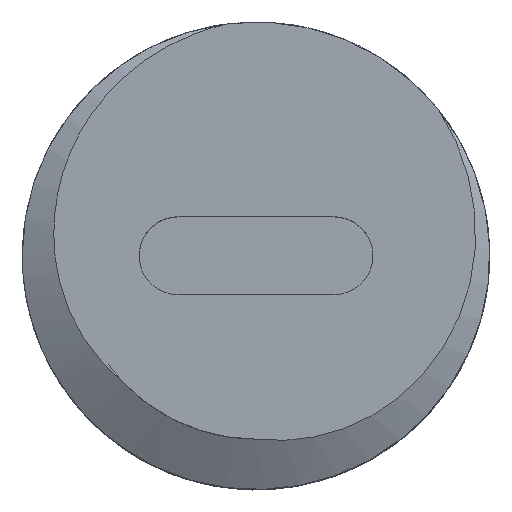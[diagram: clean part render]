
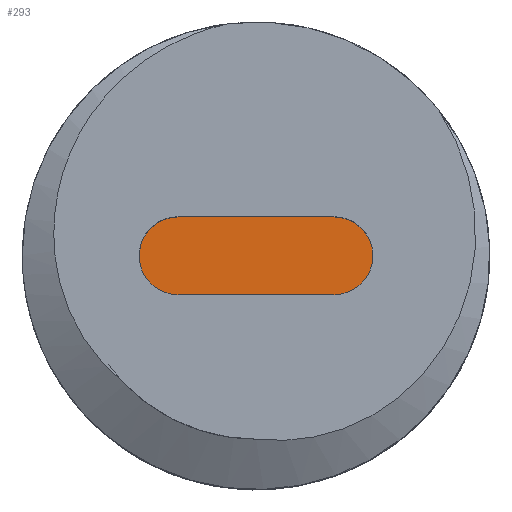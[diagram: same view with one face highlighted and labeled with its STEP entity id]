
A CAD part, top view. The second image highlights one B-rep face of the part: STEP entity #293.
In plain terms, the highlighted planar face has unit normal (0, 0, 1).
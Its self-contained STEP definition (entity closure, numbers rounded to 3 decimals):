
#24=PLANE('',#336);
#37=FACE_OUTER_BOUND('',#54,.T.);
#54=EDGE_LOOP('',(#229,#230,#231,#232));
#65=CIRCLE('',#331,0.5);
#67=CIRCLE('',#335,0.5);
#96=LINE('',#1523,#110);
#101=LINE('',#1536,#115);
#110=VECTOR('',#371,10.);
#115=VECTOR('',#384,10.);
#133=VERTEX_POINT('',#1520);
#134=VERTEX_POINT('',#1522);
#136=VERTEX_POINT('',#1528);
#138=VERTEX_POINT('',#1534);
#167=EDGE_CURVE('',#133,#134,#96,.T.);
#171=EDGE_CURVE('',#136,#133,#65,.T.);
#174=EDGE_CURVE('',#138,#136,#101,.T.);
#176=EDGE_CURVE('',#134,#138,#67,.T.);
#229=ORIENTED_EDGE('',*,*,#176,.F.);
#230=ORIENTED_EDGE('',*,*,#167,.F.);
#231=ORIENTED_EDGE('',*,*,#171,.F.);
#232=ORIENTED_EDGE('',*,*,#174,.F.);
#293=ADVANCED_FACE('',(#37),#24,.T.);
#331=AXIS2_PLACEMENT_3D('',#1530,#378,#379);
#335=AXIS2_PLACEMENT_3D('',#1539,#389,#390);
#336=AXIS2_PLACEMENT_3D('',#1540,#391,#392);
#371=DIRECTION('',(1.,0.,0.));
#378=DIRECTION('center_axis',(0.,0.,-1.));
#379=DIRECTION('ref_axis',(0.,1.,0.));
#384=DIRECTION('',(-1.,0.,0.));
#389=DIRECTION('center_axis',(0.,0.,-1.));
#390=DIRECTION('ref_axis',(0.,-1.,0.));
#391=DIRECTION('center_axis',(0.,0.,1.));
#392=DIRECTION('ref_axis',(1.,0.,0.));
#1520=CARTESIAN_POINT('',(-1.,0.5,-4.));
#1522=CARTESIAN_POINT('',(1.,0.5,-4.));
#1523=CARTESIAN_POINT('',(1.,0.5,-4.));
#1528=CARTESIAN_POINT('',(-1.,-0.5,-4.));
#1530=CARTESIAN_POINT('Origin',(-1.,0.,-4.));
#1534=CARTESIAN_POINT('',(1.,-0.5,-4.));
#1536=CARTESIAN_POINT('',(-1.,-0.5,-4.));
#1539=CARTESIAN_POINT('Origin',(1.,0.,-4.));
#1540=CARTESIAN_POINT('Origin',(0.,0.,-4.));
